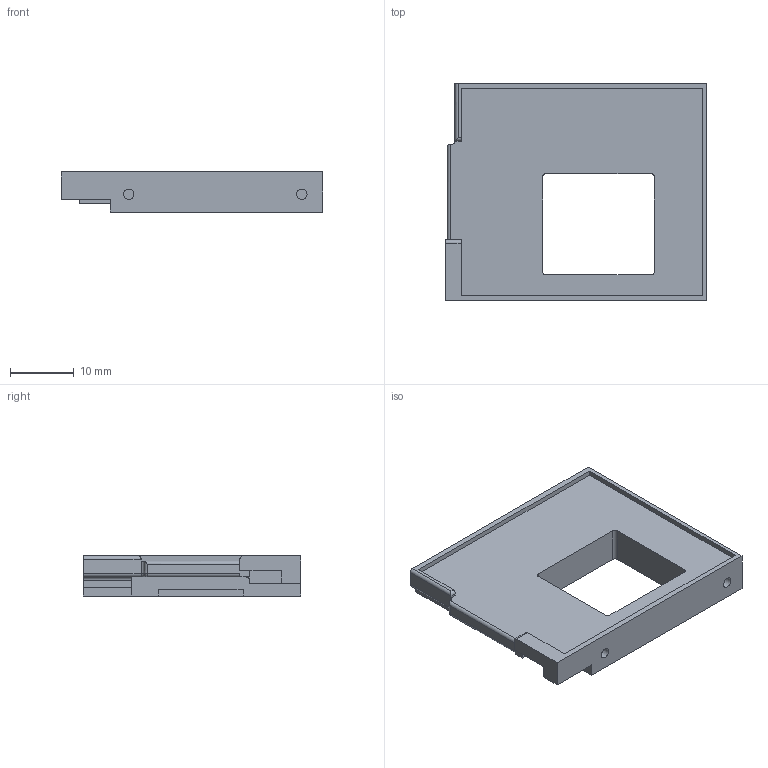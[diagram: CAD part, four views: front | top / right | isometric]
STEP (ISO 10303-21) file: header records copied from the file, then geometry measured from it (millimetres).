
FILE_DESCRIPTION(/* description */ (''),/* implementation_level */ '2;1');
FILE_NAME(/* name */ '支架.step',/* time_stamp */ '2020-07-29T23:50:53+08:00',/* author */ (''),/* organization */ (''),/* preprocessor_version */ 'ST-DEVELOPER v18.1',/* originating_system */ 'Autodesk Translation Framework v9.3.0.1241',/* authorisation */ '');
FILE_SCHEMA (('AUTOMOTIVE_DESIGN { 1 0 10303 214 3 1 1 }'));
Length unit declared in the file: millimetre
Products named in the file (2): stand; 零部件1
Assembly tree (1 placements, depth 2):
  stand
    零部件1
Bounding box: 41.04 x 34.16 x 6.3 mm (x, y, z)
Volume: 5451.6 mm3; surface area: 3674.3 mm2
Topology: 1 solids, 1 shells, 64 faces, 165 edges, 107 vertices
Faces by surface type: plane 43, cylinder 19, torus 1, sphere 1
Full cylindrical faces by diameter (mm): 1.623 x4
Entity records: 1998 total; most frequent: CARTESIAN_POINT 339, DIRECTION 336, ORIENTED_EDGE 330, EDGE_CURVE 165, LINE 128, VECTOR 128, VERTEX_POINT 107, AXIS2_PLACEMENT_3D 104
